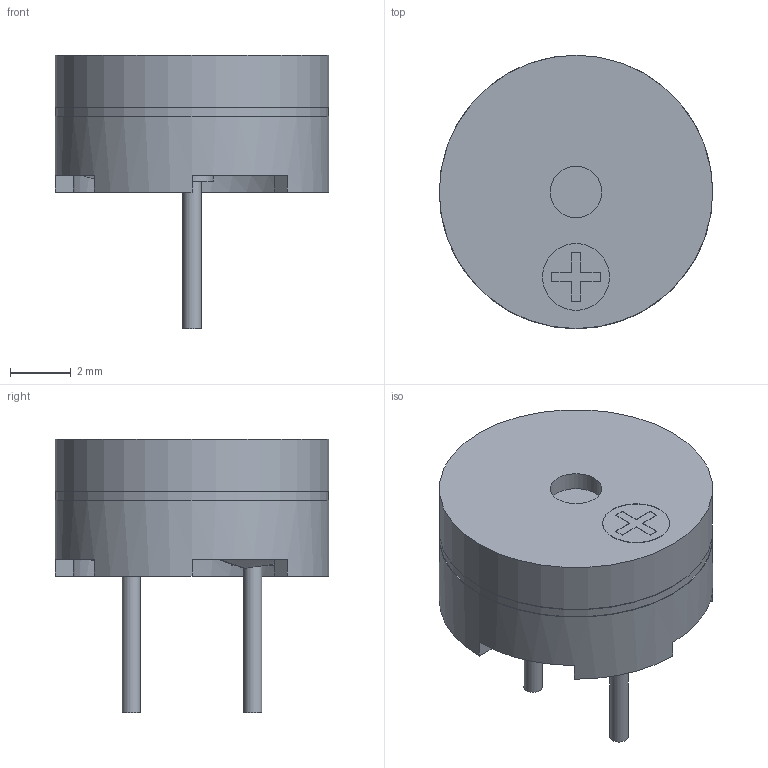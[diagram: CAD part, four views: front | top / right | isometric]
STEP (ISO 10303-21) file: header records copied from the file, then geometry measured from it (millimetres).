
FILE_DESCRIPTION(/* description */ (''),/* implementation_level */ '2;1');
FILE_NAME(/* name */ 'AT-0927-TT-6-R.ipt.stp',/* time_stamp */ '2020-05-28T15:47:33-04:00',/* author */ ('J.D.'),/* organization */ (''),/* preprocessor_version */ 'ST-DEVELOPER v16.1',/* originating_system */ 'Autodesk Inventor 2016',/* authorisation */ '');
FILE_SCHEMA (('AUTOMOTIVE_DESIGN { 1 0 10303 214 3 1 1 }'));
Length unit declared in the file: millimetre
Products named in the file (1): AT-0927-TT-6-R
Bounding box: 9 x 9 x 9.01 mm (x, y, z)
Volume: 120.6 mm3; surface area: 546.8 mm2
Topology: 1 solids, 2 shells, 102 faces, 234 edges, 153 vertices
Faces by surface type: plane 75, cylinder 19, bspline 4, sphere 2, cone 2
Full cylindrical faces by diameter (mm): 0.6 x2, 0.85 x1, 1.4 x2, 1.7 x1, 2.2 x1, 7.76 x1, 7.79 x1, 7.8 x3, 8.96 x1, 9 x2
Entity records: 2975 total; most frequent: CARTESIAN_POINT 605, DIRECTION 458, ORIENTED_EDGE 428, EDGE_CURVE 214, AXIS2_PLACEMENT_3D 157, VERTEX_POINT 150, LINE 144, VECTOR 144
